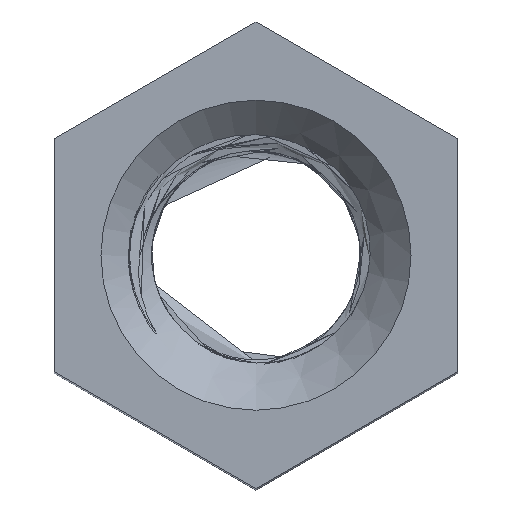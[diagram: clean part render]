
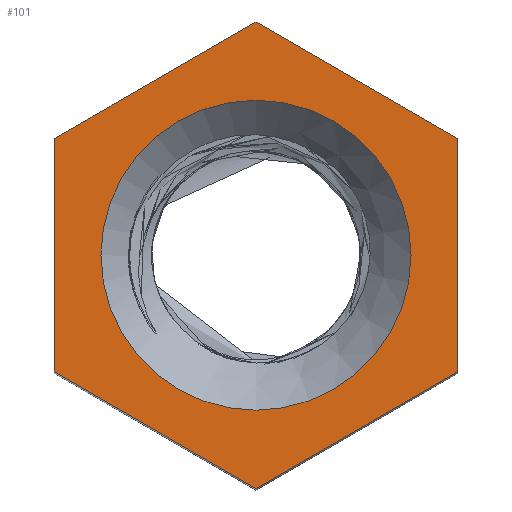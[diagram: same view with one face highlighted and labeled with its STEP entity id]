
A CAD part, top view. The second image highlights one B-rep face of the part: STEP entity #101.
In plain terms, the highlighted planar face has unit normal (0, 0, 1).
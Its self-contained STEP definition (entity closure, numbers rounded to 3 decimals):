
#101=ADVANCED_FACE('',(#11731,#11733),#11735,.T.);
#11731=FACE_BOUND('',#11732,.T.);
#11732=EDGE_LOOP('',(#12955,#12956,#12957,#12958,#12959,#12960));
#11733=FACE_BOUND('',#11734,.T.);
#11734=EDGE_LOOP('',(#12961));
#11735=PLANE('',#11736);
#11736=AXIS2_PLACEMENT_3D('',#11737,#11738,#11739);
#11737=CARTESIAN_POINT('',(0.,0.,18.));
#11738=DIRECTION('',(0.,0.,1.));
#11739=DIRECTION('',(-1.,0.,0.));
#12955=ORIENTED_EDGE('',*,*,#13103,.T.);
#12956=ORIENTED_EDGE('',*,*,#13104,.T.);
#12957=ORIENTED_EDGE('',*,*,#13105,.T.);
#12958=ORIENTED_EDGE('',*,*,#13106,.T.);
#12959=ORIENTED_EDGE('',*,*,#13107,.T.);
#12960=ORIENTED_EDGE('',*,*,#13108,.T.);
#12961=ORIENTED_EDGE('',*,*,#13057,.T.);
#13057=EDGE_CURVE('',#13136,#13136,#13137,.F.);
#13103=EDGE_CURVE('',#13224,#13225,#13226,.T.);
#13104=EDGE_CURVE('',#13225,#13227,#13228,.T.);
#13105=EDGE_CURVE('',#13227,#13229,#13230,.T.);
#13106=EDGE_CURVE('',#13229,#13231,#13232,.T.);
#13107=EDGE_CURVE('',#13231,#13233,#13234,.T.);
#13108=EDGE_CURVE('',#13233,#13224,#13235,.T.);
#13136=VERTEX_POINT('',#13269);
#13137=CIRCLE('',#13270,3.07);
#13224=VERTEX_POINT('',#16745);
#13225=VERTEX_POINT('',#16746);
#13226=LINE('',#16747,#16748);
#13227=VERTEX_POINT('',#16750);
#13228=LINE('',#16751,#16752);
#13229=VERTEX_POINT('',#16754);
#13230=LINE('',#16755,#16756);
#13231=VERTEX_POINT('',#16758);
#13232=LINE('',#16759,#16760);
#13233=VERTEX_POINT('',#16762);
#13234=LINE('',#16763,#16764);
#13235=LINE('',#16766,#16767);
#13269=CARTESIAN_POINT('',(0.,3.07,18.));
#13270=AXIS2_PLACEMENT_3D('',#13271,#13272,#13273);
#13271=CARTESIAN_POINT('',(0.,0.,18.));
#13272=DIRECTION('',(0.,0.,1.));
#13273=DIRECTION('',(0.,1.,-0.));
#16745=CARTESIAN_POINT('',(0.,-4.619,18.));
#16746=CARTESIAN_POINT('',(4.,-2.309,18.));
#16747=CARTESIAN_POINT('',(0.,-4.619,18.));
#16748=VECTOR('',#16749,1.);
#16749=DIRECTION('',(0.866,0.5,0.));
#16750=CARTESIAN_POINT('',(4.,2.309,18.));
#16751=CARTESIAN_POINT('',(4.,-2.309,18.));
#16752=VECTOR('',#16753,1.);
#16753=DIRECTION('',(0.,1.,0.));
#16754=CARTESIAN_POINT('',(0.,4.619,18.));
#16755=CARTESIAN_POINT('',(4.,2.309,18.));
#16756=VECTOR('',#16757,1.);
#16757=DIRECTION('',(-0.866,0.5,0.));
#16758=CARTESIAN_POINT('',(-4.,2.309,18.));
#16759=CARTESIAN_POINT('',(0.,4.619,18.));
#16760=VECTOR('',#16761,1.);
#16761=DIRECTION('',(-0.866,-0.5,0.));
#16762=CARTESIAN_POINT('',(-4.,-2.309,18.));
#16763=CARTESIAN_POINT('',(-4.,2.309,18.));
#16764=VECTOR('',#16765,1.);
#16765=DIRECTION('',(0.,-1.,0.));
#16766=CARTESIAN_POINT('',(-4.,-2.309,18.));
#16767=VECTOR('',#16768,1.);
#16768=DIRECTION('',(0.866,-0.5,0.));
